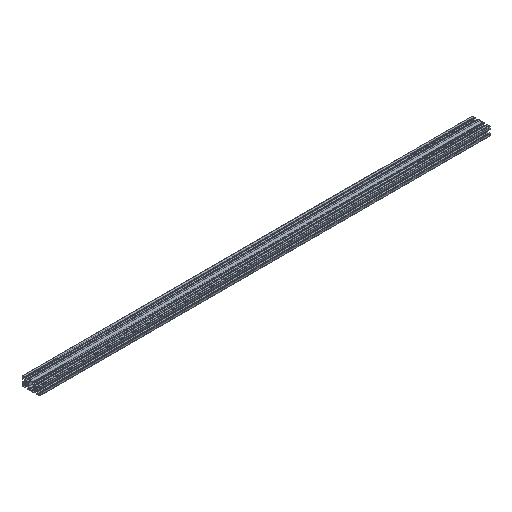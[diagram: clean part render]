
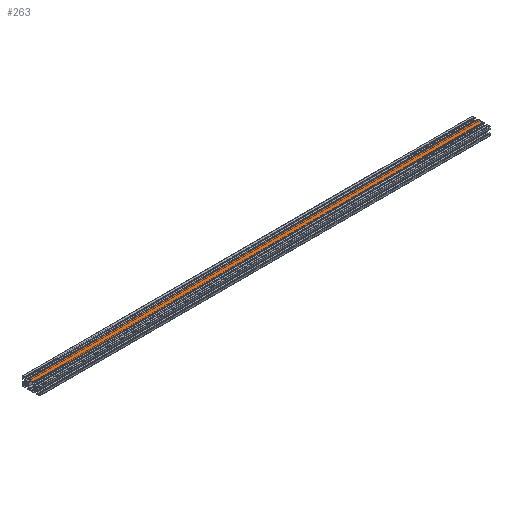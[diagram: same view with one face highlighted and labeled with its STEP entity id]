
A CAD part, isometric view. The second image highlights one B-rep face of the part: STEP entity #263.
In plain terms, the highlighted planar face has unit normal (0, 0, 1).
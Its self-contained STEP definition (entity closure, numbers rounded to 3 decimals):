
#263=ADVANCED_FACE('',(#607),#608,.T.);
#607=FACE_OUTER_BOUND('',#1035,.T.);
#608=PLANE('',#1036);
#1035=EDGE_LOOP('',(#1707,#1708,#1709,#1710));
#1036=AXIS2_PLACEMENT_3D('',#1711,#1712,#1713);
#1707=ORIENTED_EDGE('',*,*,#2877,.T.);
#1708=ORIENTED_EDGE('',*,*,#2878,.F.);
#1709=ORIENTED_EDGE('',*,*,#2879,.T.);
#1710=ORIENTED_EDGE('',*,*,#2874,.T.);
#1711=CARTESIAN_POINT('',(0.0,0.0,10.0));
#1712=DIRECTION('',(0.0,0.0,1.0));
#1713=DIRECTION('',(0.0,-1.0,0.0));
#2874=EDGE_CURVE('',#3522,#3520,#3523,.T.);
#2877=EDGE_CURVE('',#3520,#3526,#3527,.T.);
#2878=EDGE_CURVE('',#3528,#3526,#3529,.T.);
#2879=EDGE_CURVE('',#3528,#3522,#3530,.T.);
#3520=VERTEX_POINT('',#4471);
#3522=VERTEX_POINT('',#4474);
#3523=LINE('',#4475,#4476);
#3526=VERTEX_POINT('',#4480);
#3527=LINE('',#4481,#4482);
#3528=VERTEX_POINT('',#4483);
#3529=LINE('',#4484,#4485);
#3530=LINE('',#4486,#4487);
#4471=CARTESIAN_POINT('',(1000.0,-6.5,10.0));
#4474=CARTESIAN_POINT('',(0.0,-6.5,10.0));
#4475=CARTESIAN_POINT('',(0.0,-6.5,10.0));
#4476=VECTOR('',#5425,1.0);
#4480=CARTESIAN_POINT('',(1000.0,6.5,10.0));
#4481=CARTESIAN_POINT('',(1000.0,6.5,10.0));
#4482=VECTOR('',#5427,1.0);
#4483=CARTESIAN_POINT('',(0.0,6.5,10.0));
#4484=CARTESIAN_POINT('',(0.0,6.5,10.0));
#4485=VECTOR('',#5428,1.0);
#4486=CARTESIAN_POINT('',(0.0,6.5,10.0));
#4487=VECTOR('',#5429,1.0);
#5425=DIRECTION('',(1.0,0.0,0.0));
#5427=DIRECTION('',(0.0,1.0,0.0));
#5428=DIRECTION('',(1.0,0.0,0.0));
#5429=DIRECTION('',(0.0,-1.0,0.0));
